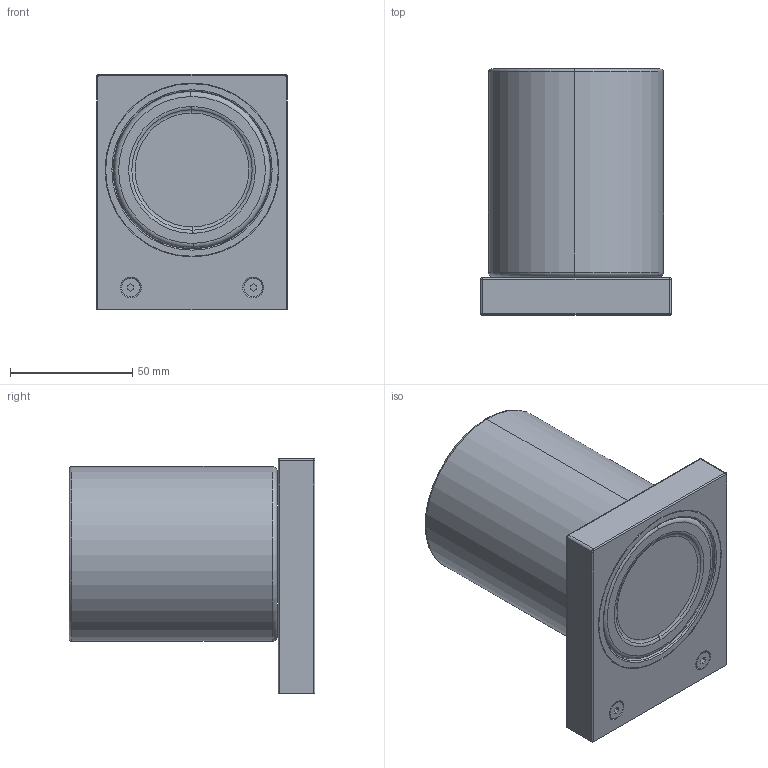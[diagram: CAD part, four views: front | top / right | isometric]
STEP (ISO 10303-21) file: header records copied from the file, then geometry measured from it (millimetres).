
FILE_DESCRIPTION (( 'STEP AP203' ), '1' );
FILE_NAME ('31011B-00-00.STEP', '2023-03-28T05:46:57', ( 'Windows User' ), ( 'P R C' ), 'SwSTEP 2.0', 'SolidWorks 2015', '' );
FILE_SCHEMA (( 'CONFIG_CONTROL_DESIGN' ));
Length unit declared in the file: millimetre
Products named in the file (1): 31011B-00-00
Bounding box: 78 x 100.44 x 96 mm (x, y, z)
Surface area: 62737.7 mm2 (no closed solid volume)
Topology: 0 solids, 9 shells, 99 faces, 271 edges, 180 vertices
Faces by surface type: plane 40, cylinder 35, torus 18, cone 6
Entity records: 3255 total; most frequent: CARTESIAN_POINT 617, DIRECTION 587, ORIENTED_EDGE 463, EDGE_CURVE 271, AXIS2_PLACEMENT_3D 230, VERTEX_POINT 180, CIRCLE 130, LINE 127
